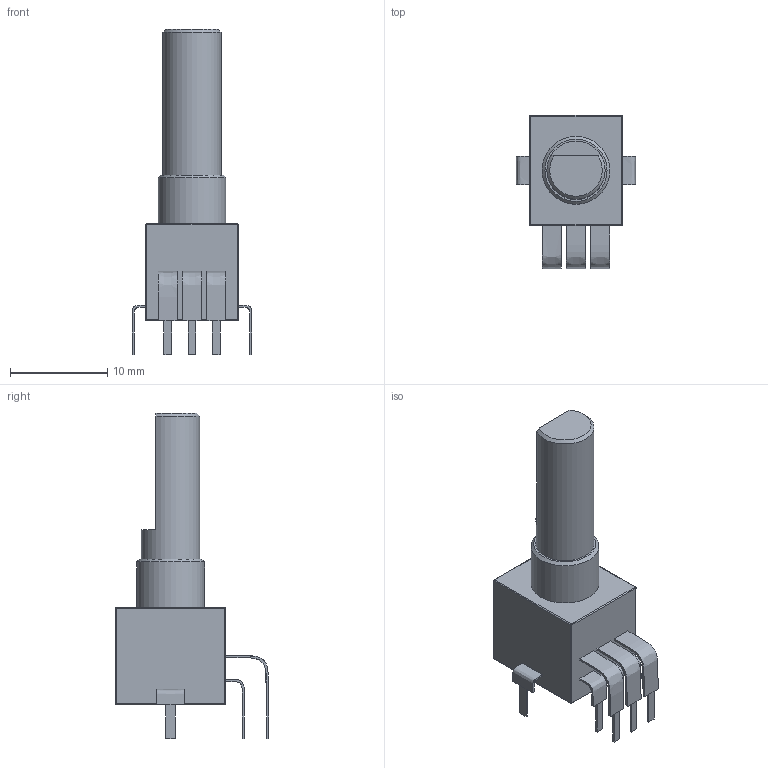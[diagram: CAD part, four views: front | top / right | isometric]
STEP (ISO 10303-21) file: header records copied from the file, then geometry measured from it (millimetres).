
FILE_DESCRIPTION(/* description */ ('STEP AP242','CAx-IF Rec.Pracs.---Representation and Presentation of Product Manufacturing Information (PMI)---4.0---2014-10-13','CAx-IF Rec.Pracs.---3D Tessellated Geometry---0.4---2014-09-14','2;1'),/* implementation_level */ '2;1');
FILE_NAME(/* name */ '6377ef62dc78bc7cfc0006f6',/* time_stamp */ '2022-11-18T20:47:30+00:00',/* author */ (''),/* organization */ (''),/* preprocessor_version */ 'ST-DEVELOPER v18.102',/* originating_system */ ' ',/* authorisation */ ' ');
FILE_SCHEMA (('AP242_MANAGED_MODEL_BASED_3D_ENGINEERING_MIM_LF { 1 0 10303 442 1 1 4 }'));
Length unit declared in the file: metre
Products named in the file (11): Part 11; Part 10; Part 9; Part 8; Part 7; Part 6; Part 5; Part 4; Part 3; Part 2; Part 1
Bounding box: 12.3 x 15.78 x 33.5 mm (x, y, z)
Volume: 1650.3 mm3; surface area: 1529.5 mm2
Topology: 11 solids, 11 shells, 133 faces, 284 edges, 165 vertices
Faces by surface type: plane 92, bspline 16, cylinder 15, sphere 8, cone 2
Full cylindrical faces by diameter (mm): 6 x2, 7 x1
Entity records: 3883 total; most frequent: CARTESIAN_POINT 921, ORIENTED_EDGE 542, DIRECTION 526, EDGE_CURVE 271, LINE 204, VECTOR 204, VERTEX_POINT 164, AXIS2_PLACEMENT_3D 161
